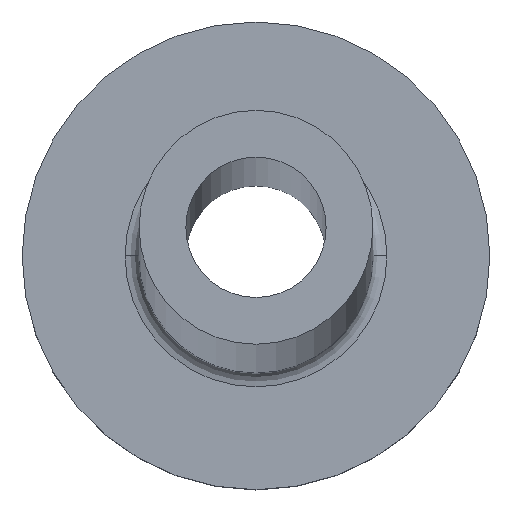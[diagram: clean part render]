
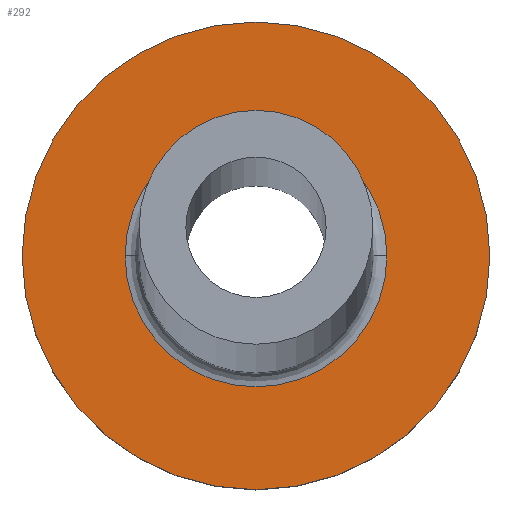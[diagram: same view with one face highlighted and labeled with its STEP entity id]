
A CAD part, top view. The second image highlights one B-rep face of the part: STEP entity #292.
In plain terms, the highlighted planar face has unit normal (0, 0, 1).
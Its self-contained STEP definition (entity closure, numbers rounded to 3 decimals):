
#6 = DIRECTION ( 'NONE',  ( 1., 0., 0. ) ) ;
#12 = DIRECTION ( 'NONE',  ( 0., 0., -1. ) ) ;
#13 = EDGE_CURVE ( 'NONE', #141, #258, #102, .T. ) ;
#14 = DIRECTION ( 'NONE',  ( 0., 0., 1. ) ) ;
#24 = DIRECTION ( 'NONE',  ( 1., 0., 0. ) ) ;
#49 = CARTESIAN_POINT ( 'NONE',  ( 2.8, 0., 3. ) ) ;
#51 = EDGE_LOOP ( 'NONE', ( #189, #374 ) ) ;
#55 = CIRCLE ( 'NONE', #318, 2.8 ) ;
#57 = VERTEX_POINT ( 'NONE', #49 ) ;
#60 = EDGE_CURVE ( 'NONE', #57, #347, #360, .T. ) ;
#79 = CARTESIAN_POINT ( 'NONE',  ( 0., 0., 3. ) ) ;
#82 = CARTESIAN_POINT ( 'NONE',  ( 0., 0., 3. ) ) ;
#90 = CARTESIAN_POINT ( 'NONE',  ( 0., 0., 3. ) ) ;
#95 = DIRECTION ( 'NONE',  ( 0., 0., 1. ) ) ;
#102 = CIRCLE ( 'NONE', #301, 5. ) ;
#103 = AXIS2_PLACEMENT_3D ( 'NONE', #79, #14, #375 ) ;
#105 = FACE_OUTER_BOUND ( 'NONE', #51, .T. ) ;
#112 = EDGE_LOOP ( 'NONE', ( #290, #312 ) ) ;
#121 = CARTESIAN_POINT ( 'NONE',  ( -5., 0., 3. ) ) ;
#128 = EDGE_CURVE ( 'NONE', #347, #57, #55, .T. ) ;
#141 = VERTEX_POINT ( 'NONE', #121 ) ;
#152 = AXIS2_PLACEMENT_3D ( 'NONE', #90, #95, #331 ) ;
#166 = DIRECTION ( 'NONE',  ( 0., 0., -1. ) ) ;
#167 = EDGE_CURVE ( 'NONE', #258, #141, #210, .T. ) ;
#168 = CARTESIAN_POINT ( 'NONE',  ( -2.8, 0., 3. ) ) ;
#169 = DIRECTION ( 'NONE',  ( 0., 0., 1. ) ) ;
#171 = AXIS2_PLACEMENT_3D ( 'NONE', #202, #166, #24 ) ;
#189 = ORIENTED_EDGE ( 'NONE', *, *, #13, .T. ) ;
#202 = CARTESIAN_POINT ( 'NONE',  ( 0., 0., 3. ) ) ;
#210 = CIRCLE ( 'NONE', #152, 5. ) ;
#247 = CARTESIAN_POINT ( 'NONE',  ( 5., 0., 3. ) ) ;
#256 = DIRECTION ( 'NONE',  ( 1., 0., 0. ) ) ;
#258 = VERTEX_POINT ( 'NONE', #247 ) ;
#271 = CARTESIAN_POINT ( 'NONE',  ( 0., 0., 3. ) ) ;
#273 = PLANE ( 'NONE',  #103 ) ;
#290 = ORIENTED_EDGE ( 'NONE', *, *, #60, .T. ) ;
#292 = ADVANCED_FACE ( 'NONE', ( #368, #105 ), #273, .T. ) ;
#301 = AXIS2_PLACEMENT_3D ( 'NONE', #82, #169, #256 ) ;
#312 = ORIENTED_EDGE ( 'NONE', *, *, #128, .T. ) ;
#318 = AXIS2_PLACEMENT_3D ( 'NONE', #271, #12, #6 ) ;
#331 = DIRECTION ( 'NONE',  ( 1., 0., 0. ) ) ;
#347 = VERTEX_POINT ( 'NONE', #168 ) ;
#360 = CIRCLE ( 'NONE', #171, 2.8 ) ;
#368 = FACE_BOUND ( 'NONE', #112, .T. ) ;
#374 = ORIENTED_EDGE ( 'NONE', *, *, #167, .T. ) ;
#375 = DIRECTION ( 'NONE',  ( 1., 0., 0. ) ) ;
